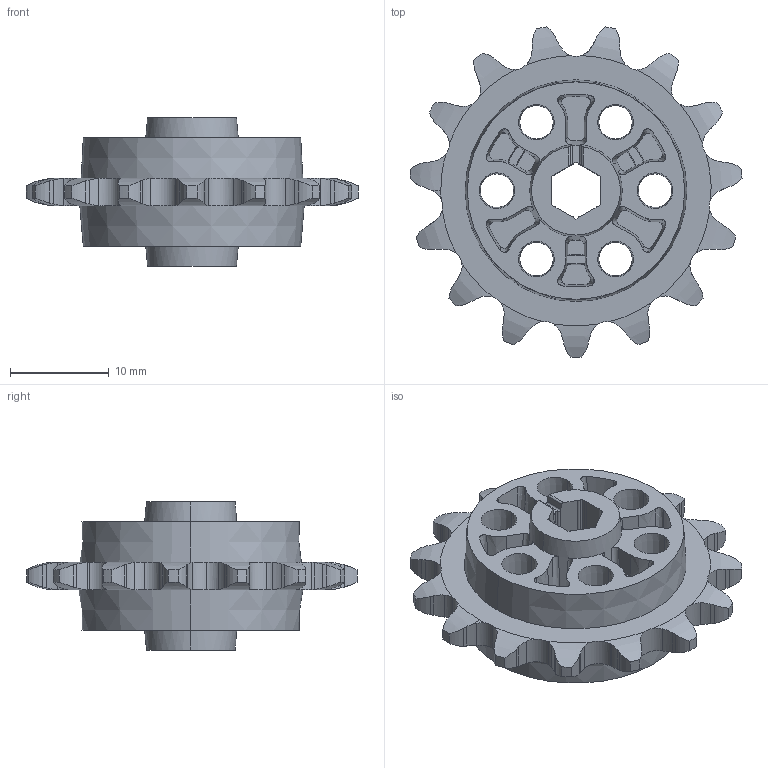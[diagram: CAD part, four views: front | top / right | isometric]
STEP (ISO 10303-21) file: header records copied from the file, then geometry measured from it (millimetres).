
FILE_DESCRIPTION (( 'STEP AP203' ), '1' );
FILE_NAME ('REV-41-1339_Default.step', '2016-09-04T21:44:09', ( '' ), ( '' ), 'SwSTEP 2.0', 'SolidWorks 2015', '' );
FILE_SCHEMA (( 'CONFIG_CONTROL_DESIGN' ));
Length unit declared in the file: inch
Products named in the file (1): REV-41-1339_Default
Bounding box: 33.59 x 33.41 x 15 mm (x, y, z)
Volume: 3955.8 mm3; surface area: 3875.8 mm2
Topology: 1 solids, 1 shells, 389 faces, 1143 edges, 758 vertices
Faces by surface type: cylinder 121, plane 108, bspline 80, cone 80
Entity records: 15464 total; most frequent: CARTESIAN_POINT 6071, ORIENTED_EDGE 2286, DIRECTION 1521, EDGE_CURVE 1143, VERTEX_POINT 758, AXIS2_PLACEMENT_3D 594, B_SPLINE_CURVE_WITH_KNOTS 502, EDGE_LOOP 405
